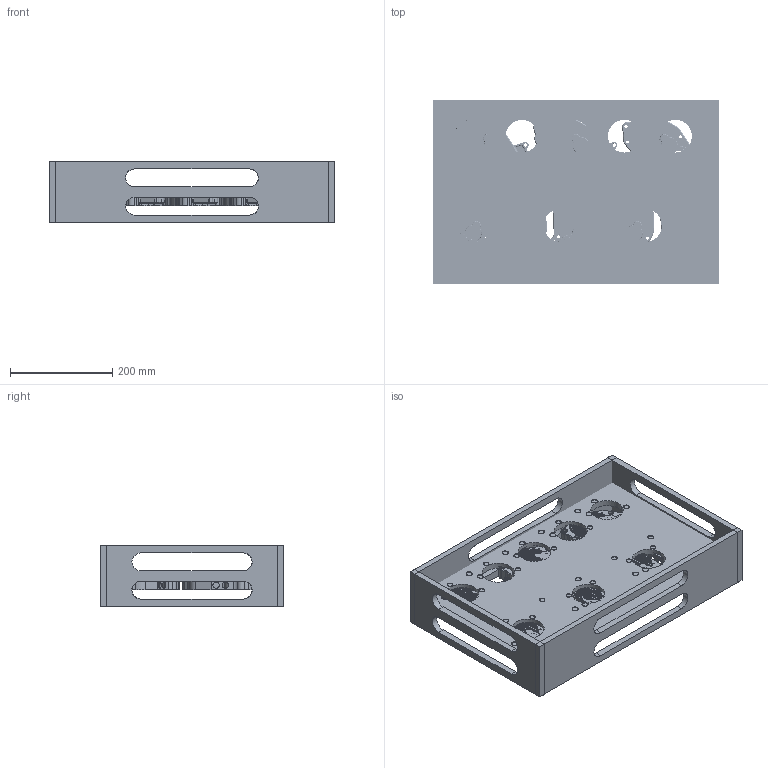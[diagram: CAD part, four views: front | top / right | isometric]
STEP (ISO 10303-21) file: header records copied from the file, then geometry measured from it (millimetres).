
FILE_DESCRIPTION(/* description */ (''),/* implementation_level */ '2;1');
FILE_NAME(/* name */ 'Tableau_Werkstueck_1.stp',/* time_stamp */ '2023-04-21T11:32:45+02:00',/* author */ (''),/* organization */ (''),/* preprocessor_version */ 'ST-DEVELOPER v16.7',/* originating_system */ 'SIEMENS PLM Software NX 12.0',/* authorisation */ '');
FILE_SCHEMA (('AUTOMOTIVE_DESIGN { 1 0 10303 214 3 1 1 1 }'));
Length unit declared in the file: millimetre
Products named in the file (5): ____________ 01_HOUSING_COVER_6841B6D7_6841b6d7; ____________ TABLEAU_SEITE_LANG_631C5A39_631c5a39; ____________ TABLEAU_SEITE_KURZ_8F47BF97_8f47bf97; ____________ TABLEAU_ GRUNDPLATTE_ABB09D6D_abb09d6d; ____________ TABLEAU_1TEILER_C348BF3F_c348bf3f
Assembly tree (13 placements, depth 2):
  ____________ TABLEAU_1TEILER_C348BF3F_c348bf3f
    ____________ TABLEAU_ GRUNDPLATTE_ABB09D6D_abb09d6d
    ____________ TABLEAU_SEITE_KURZ_8F47BF97_8f47bf97  x2
    ____________ TABLEAU_SEITE_LANG_631C5A39_631c5a39  x2
    ____________ 01_HOUSING_COVER_6841B6D7_6841b6d7  x8
Bounding box: 559 x 359 x 120 mm (x, y, z)
Volume: 4325334.2 mm3; surface area: 1273669.9 mm2
Topology: 29 solids, 29 shells, 3881 faces, 10591 edges, 6948 vertices
Faces by surface type: cylinder 1977, plane 1432, cone 320, torus 104, sphere 48
Entity records: 34256 total; most frequent: CARTESIAN_POINT 11072, ORIENTED_EDGE 4914, DIRECTION 4725, EDGE_CURVE 2457, AXIS2_PLACEMENT_3D 1732, VERTEX_POINT 1636, LINE 1261, VECTOR 1261
